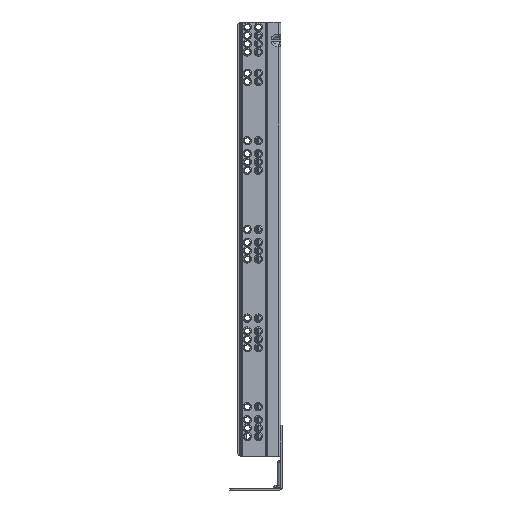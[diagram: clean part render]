
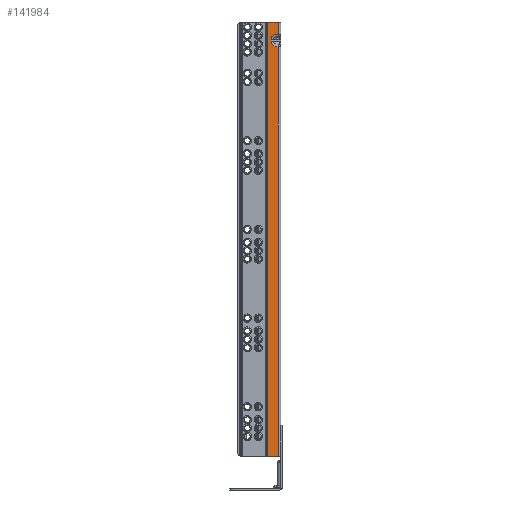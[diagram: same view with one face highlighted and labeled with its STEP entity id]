
A CAD part, left-side view. The second image highlights one B-rep face of the part: STEP entity #141984.
In plain terms, the highlighted planar face has unit normal (-1, 0, 0).
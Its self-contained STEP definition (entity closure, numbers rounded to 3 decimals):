
#3548 = ORIENTED_EDGE ( 'NONE', *, *, #111719, .T. ) ;
#7224 = CARTESIAN_POINT ( 'NONE',  ( 0., -16.257, -19. ) ) ;
#7232 = EDGE_CURVE ( 'NONE', #22063, #141162, #85338, .T. ) ;
#11957 = LINE ( 'NONE', #136859, #51880 ) ;
#12151 = ORIENTED_EDGE ( 'NONE', *, *, #7232, .F. ) ;
#12935 = DIRECTION ( 'NONE',  ( 0., -1., 0. ) ) ;
#16095 = CARTESIAN_POINT ( 'NONE',  ( 0., -19.488, -13.226 ) ) ;
#18101 = ORIENTED_EDGE ( 'NONE', *, *, #56025, .T. ) ;
#19448 = DIRECTION ( 'NONE',  ( -1., 0., 0. ) ) ;
#20864 = LINE ( 'NONE', #143600, #23183 ) ;
#22063 = VERTEX_POINT ( 'NONE', #87476 ) ;
#22985 = DIRECTION ( 'NONE',  ( 0., 0., 1. ) ) ;
#23183 = VECTOR ( 'NONE', #120118, 1000. ) ;
#25329 = CARTESIAN_POINT ( 'NONE',  ( 0., -16.257, -24.339 ) ) ;
#28797 = VERTEX_POINT ( 'NONE', #83836 ) ;
#28871 = ORIENTED_EDGE ( 'NONE', *, *, #137555, .T. ) ;
#35639 = CARTESIAN_POINT ( 'NONE',  ( 0., -19.488, -26.774 ) ) ;
#36499 = EDGE_CURVE ( 'NONE', #28797, #46755, #20864, .T. ) ;
#36850 = DIRECTION ( 'NONE',  ( 0., 0., 1. ) ) ;
#37443 = LINE ( 'NONE', #82297, #85138 ) ;
#37561 = CARTESIAN_POINT ( 'NONE',  ( 0., -16.257, -19. ) ) ;
#40008 = VERTEX_POINT ( 'NONE', #105760 ) ;
#41210 =( BOUNDED_CURVE ( )  B_SPLINE_CURVE ( 3, ( #90081, #35639, #25329, #70155 ),
 .UNSPECIFIED., .F., .F. ) 
 B_SPLINE_CURVE_WITH_KNOTS ( ( 4, 4 ),
 ( 4.776, 6.283 ),
 .UNSPECIFIED. ) 
 CURVE ( )  GEOMETRIC_REPRESENTATION_ITEM ( )  RATIONAL_B_SPLINE_CURVE ( ( 1., 0.82, 0.82, 1. ) ) 
 REPRESENTATION_ITEM ( '' )  );
#42578 = VERTEX_POINT ( 'NONE', #136108 ) ;
#43891 = ORIENTED_EDGE ( 'NONE', *, *, #36499, .T. ) ;
#46755 = VERTEX_POINT ( 'NONE', #64550 ) ;
#51880 = VECTOR ( 'NONE', #22985, 1000. ) ;
#53928 = FACE_OUTER_BOUND ( 'NONE', #63965, .T. ) ;
#54575 = LINE ( 'NONE', #37561, #60194 ) ;
#56025 = EDGE_CURVE ( 'NONE', #22063, #28797, #127551, .T. ) ;
#60194 = VECTOR ( 'NONE', #36850, 1000. ) ;
#63094 = EDGE_CURVE ( 'NONE', #141162, #137931, #37443, .T. ) ;
#63965 = EDGE_LOOP ( 'NONE', ( #43891, #140439, #104821, #3548, #28871, #133736, #12151, #18101 ) ) ;
#64550 = CARTESIAN_POINT ( 'NONE',  ( 0., -24.2, -26.988 ) ) ;
#65434 = CARTESIAN_POINT ( 'NONE',  ( 0., -24.2, 0. ) ) ;
#69495 = CARTESIAN_POINT ( 'NONE',  ( 0., -12.443, -470. ) ) ;
#70155 = CARTESIAN_POINT ( 'NONE',  ( 0., -16.257, -21. ) ) ;
#75044 = DIRECTION ( 'NONE',  ( 0., 0., 1. ) ) ;
#75141 =( BOUNDED_CURVE ( )  B_SPLINE_CURVE ( 3, ( #7224, #130730, #16095, #142459 ),
 .UNSPECIFIED., .F., .T. ) 
 B_SPLINE_CURVE_WITH_KNOTS ( ( 4, 4 ),
 ( 3.142, 4.648 ),
 .UNSPECIFIED. ) 
 CURVE ( )  GEOMETRIC_REPRESENTATION_ITEM ( )  RATIONAL_B_SPLINE_CURVE ( ( 1., 0.82, 0.82, 1. ) ) 
 REPRESENTATION_ITEM ( '' )  );
#82172 = VERTEX_POINT ( 'NONE', #135583 ) ;
#82297 = CARTESIAN_POINT ( 'NONE',  ( 0., -12.443, 0. ) ) ;
#83836 = CARTESIAN_POINT ( 'NONE',  ( 0., -24.2, -470. ) ) ;
#85138 = VECTOR ( 'NONE', #127170, 1000. ) ;
#85338 = LINE ( 'NONE', #108162, #144267 ) ;
#87476 = CARTESIAN_POINT ( 'NONE',  ( 0., -12.443, -470. ) ) ;
#90081 = CARTESIAN_POINT ( 'NONE',  ( 0., -24.2, -26.988 ) ) ;
#90870 = VECTOR ( 'NONE', #12935, 1000. ) ;
#98803 = DIRECTION ( 'NONE',  ( 0., 0., 1. ) ) ;
#103684 = EDGE_CURVE ( 'NONE', #46755, #40008, #41210, .T. ) ;
#104821 = ORIENTED_EDGE ( 'NONE', *, *, #131893, .T. ) ;
#105760 = CARTESIAN_POINT ( 'NONE',  ( 0., -16.257, -21. ) ) ;
#108162 = CARTESIAN_POINT ( 'NONE',  ( 0., -12.443, -470. ) ) ;
#111719 = EDGE_CURVE ( 'NONE', #42578, #82172, #75141, .T. ) ;
#120118 = DIRECTION ( 'NONE',  ( 0., 0., 1. ) ) ;
#123197 = CARTESIAN_POINT ( 'NONE',  ( 0., -12.443, 0. ) ) ;
#127170 = DIRECTION ( 'NONE',  ( 0., -1., 0. ) ) ;
#127551 = LINE ( 'NONE', #69495, #90870 ) ;
#128317 = AXIS2_PLACEMENT_3D ( 'NONE', #132634, #19448, #98803 ) ;
#130730 = CARTESIAN_POINT ( 'NONE',  ( 0., -16.257, -15.661 ) ) ;
#131893 = EDGE_CURVE ( 'NONE', #40008, #42578, #54575, .T. ) ;
#132634 = CARTESIAN_POINT ( 'NONE',  ( 0., -12.443, -470. ) ) ;
#133374 = PLANE ( 'NONE',  #128317 ) ;
#133736 = ORIENTED_EDGE ( 'NONE', *, *, #63094, .F. ) ;
#135583 = CARTESIAN_POINT ( 'NONE',  ( 0., -24.2, -13.012 ) ) ;
#136108 = CARTESIAN_POINT ( 'NONE',  ( 0., -16.257, -19. ) ) ;
#136859 = CARTESIAN_POINT ( 'NONE',  ( 0., -24.2, -470. ) ) ;
#137555 = EDGE_CURVE ( 'NONE', #82172, #137931, #11957, .T. ) ;
#137931 = VERTEX_POINT ( 'NONE', #65434 ) ;
#140439 = ORIENTED_EDGE ( 'NONE', *, *, #103684, .T. ) ;
#141162 = VERTEX_POINT ( 'NONE', #123197 ) ;
#141984 = ADVANCED_FACE ( 'NONE', ( #53928 ), #133374, .T. ) ;
#142459 = CARTESIAN_POINT ( 'NONE',  ( 0., -24.2, -13.012 ) ) ;
#143600 = CARTESIAN_POINT ( 'NONE',  ( 0., -24.2, -470. ) ) ;
#144267 = VECTOR ( 'NONE', #75044, 1000. ) ;
